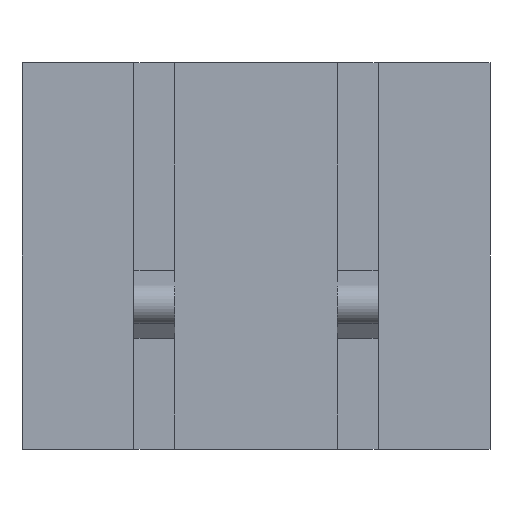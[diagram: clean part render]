
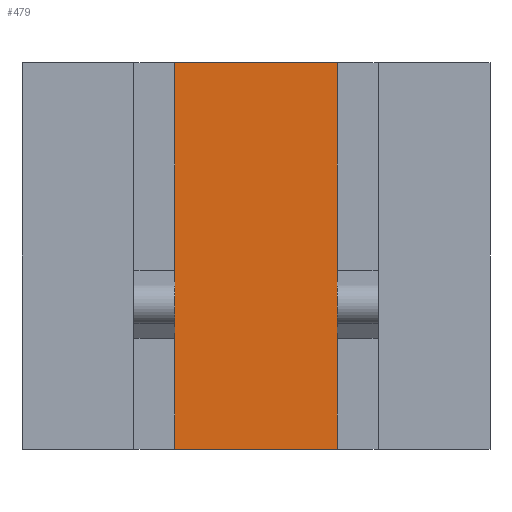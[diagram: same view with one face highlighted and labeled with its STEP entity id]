
A CAD part, front view. The second image highlights one B-rep face of the part: STEP entity #479.
In plain terms, the highlighted planar face has unit normal (0, -1, 0).
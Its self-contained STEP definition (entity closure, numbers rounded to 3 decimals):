
#33=PLANE('',#525);
#57=FACE_OUTER_BOUND('',#83,.T.);
#83=EDGE_LOOP('',(#415,#416,#417,#418));
#113=LINE('',#717,#171);
#141=LINE('',#774,#199);
#142=LINE('',#777,#200);
#143=LINE('',#778,#201);
#171=VECTOR('',#585,10.);
#199=VECTOR('',#635,10.);
#200=VECTOR('',#638,10.);
#201=VECTOR('',#639,10.);
#237=VERTEX_POINT('',#714);
#238=VERTEX_POINT('',#716);
#255=VERTEX_POINT('',#768);
#257=VERTEX_POINT('',#776);
#287=EDGE_CURVE('',#237,#238,#113,.T.);
#317=EDGE_CURVE('',#238,#255,#141,.T.);
#318=EDGE_CURVE('',#257,#237,#142,.T.);
#319=EDGE_CURVE('',#257,#255,#143,.T.);
#415=ORIENTED_EDGE('',*,*,#318,.F.);
#416=ORIENTED_EDGE('',*,*,#319,.T.);
#417=ORIENTED_EDGE('',*,*,#317,.F.);
#418=ORIENTED_EDGE('',*,*,#287,.F.);
#479=ADVANCED_FACE('',(#57),#33,.T.);
#525=AXIS2_PLACEMENT_3D('',#775,#636,#637);
#585=DIRECTION('',(0.,0.,-1.));
#635=DIRECTION('',(-1.,0.,0.));
#636=DIRECTION('center_axis',(0.,-1.,0.));
#637=DIRECTION('ref_axis',(-1.,0.,0.));
#638=DIRECTION('',(1.,0.,0.));
#639=DIRECTION('',(0.,0.,-1.));
#714=CARTESIAN_POINT('',(-545.,-1068.267,564.3));
#716=CARTESIAN_POINT('',(-545.,-1068.267,184.3));
#717=CARTESIAN_POINT('',(-545.,-1068.267,564.3));
#768=CARTESIAN_POINT('',(-705.,-1068.267,184.3));
#774=CARTESIAN_POINT('',(-845.,-1068.267,184.3));
#775=CARTESIAN_POINT('Origin',(-545.,-1068.267,564.3));
#776=CARTESIAN_POINT('',(-705.,-1068.267,564.3));
#777=CARTESIAN_POINT('',(-845.,-1068.267,564.3));
#778=CARTESIAN_POINT('',(-705.,-1068.267,564.3));
